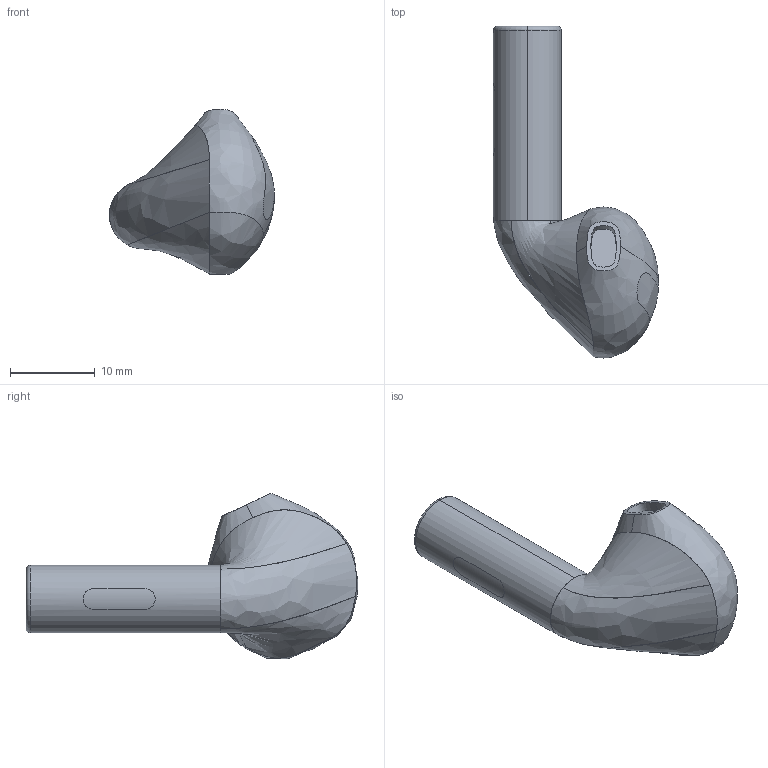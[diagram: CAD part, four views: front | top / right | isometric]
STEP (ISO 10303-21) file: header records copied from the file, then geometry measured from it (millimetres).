
FILE_DESCRIPTION (( 'STEP AP214' ), '1' );
FILE_NAME ('Airpod.STEP', '2025-09-11T21:32:31', ( '' ), ( '' ), 'SwSTEP 2.0', 'SolidWorks 2024', '' );
FILE_SCHEMA (( 'AUTOMOTIVE_DESIGN' ));
Length unit declared in the file: millimetre
Products named in the file (1): Airpod
Bounding box: 19.49 x 39.19 x 19.51 mm (x, y, z)
Surface area: 1597.3 mm2 (no closed solid volume)
Topology: 0 solids, 6 shells, 18 faces, 51 edges, 42 vertices
Faces by surface type: bspline 10, plane 3, cylinder 3, torus 2
Entity records: 2192 total; most frequent: CARTESIAN_POINT 1811, ORIENTED_EDGE 79, EDGE_CURVE 51, VERTEX_POINT 42, B_SPLINE_CURVE_WITH_KNOTS 39, DIRECTION 38, EDGE_LOOP 21, ADVANCED_FACE 18
